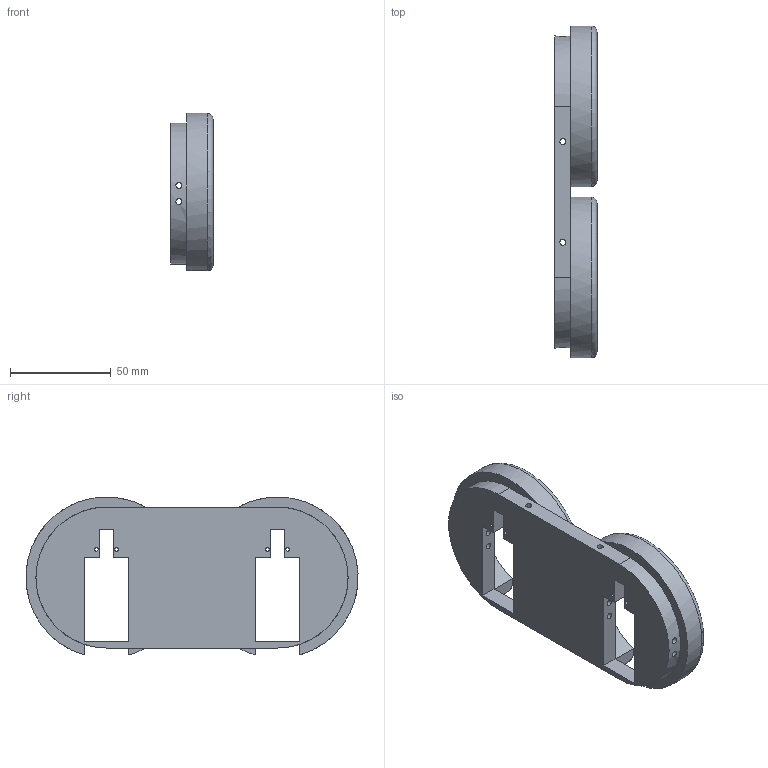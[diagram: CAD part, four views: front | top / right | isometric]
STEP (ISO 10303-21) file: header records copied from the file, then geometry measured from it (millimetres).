
FILE_DESCRIPTION(/* description */ ('STEP AP242','CAx-IF Rec.Pracs.---Representation and Presentation of Product Manufacturing Information (PMI)---4.0---2014-10-13','CAx-IF Rec.Pracs.---3D Tessellated Geometry---0.4---2014-09-14','2;1'),/* implementation_level */ '2;1');
FILE_NAME(/* name */ '66c63f444c2e2a4146ecee3b',/* time_stamp */ '2024-08-21T19:25:56Z',/* author */ (''),/* organization */ (''),/* preprocessor_version */ 'ST-DEVELOPER v20',/* originating_system */ ' ',/* authorisation */ ' ');
FILE_SCHEMA (('AP242_MANAGED_MODEL_BASED_3D_ENGINEERING_MIM_LF { 1 0 10303 442 1 1 4 }'));
Length unit declared in the file: metre
Products named in the file (1): halfbody_v5
Bounding box: 21 x 164.88 x 78.46 mm (x, y, z)
Volume: 91392.5 mm3; surface area: 37532.5 mm2
Topology: 1 solids, 1 shells, 60 faces, 174 edges, 108 vertices
Faces by surface type: plane 32, cylinder 26, torus 2
Full cylindrical faces by diameter (mm): 1.75 x4, 3 x16
Entity records: 1924 total; most frequent: CARTESIAN_POINT 363, DIRECTION 316, ORIENTED_EDGE 292, EDGE_CURVE 146, AXIS2_PLACEMENT_3D 117, EDGE_LOOP 108, FACE_BOUND 108, VERTEX_POINT 100
